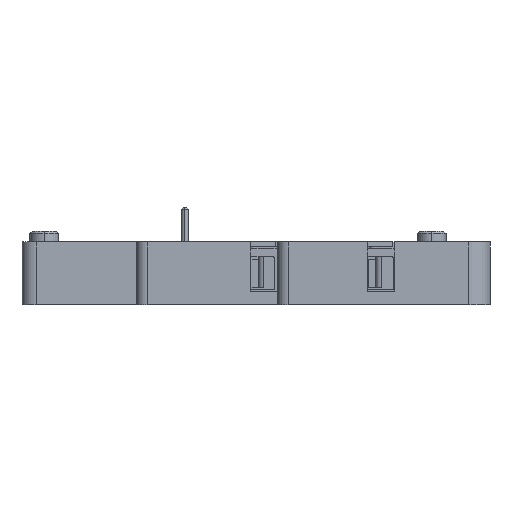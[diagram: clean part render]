
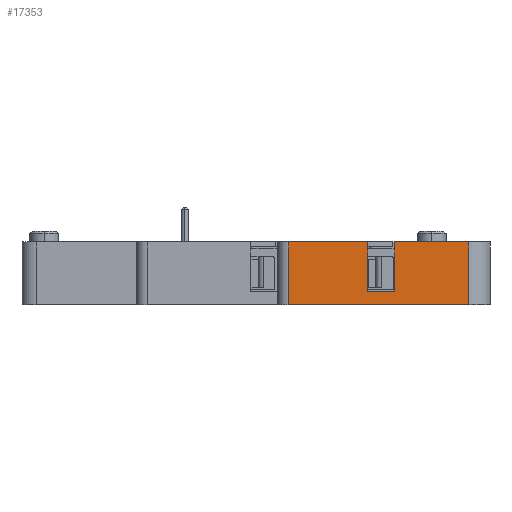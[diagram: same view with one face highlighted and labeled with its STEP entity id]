
A CAD part, left-side view. The second image highlights one B-rep face of the part: STEP entity #17353.
In plain terms, the highlighted planar face has unit normal (-1, 0, 0).
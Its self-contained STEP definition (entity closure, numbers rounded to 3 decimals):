
#952=DIRECTION('',(0.,1.,0.));
#953=VECTOR('',#952,10.3);
#954=CARTESIAN_POINT('',(-45.,3.,0.));
#955=LINE('',#954,#953);
#3266=DIRECTION('',(0.,1.,0.));
#3267=VECTOR('',#3266,11.1);
#3268=CARTESIAN_POINT('',(-45.,17.1,0.));
#3269=LINE('',#3268,#3267);
#3303=DIRECTION('',(0.,0.,1.));
#3304=VECTOR('',#3303,6.9);
#3305=CARTESIAN_POINT('',(-45.,13.3,-6.9));
#3306=LINE('',#3305,#3304);
#3310=DIRECTION('',(0.,0.,1.));
#3311=VECTOR('',#3310,6.9);
#3312=CARTESIAN_POINT('',(-45.,17.1,-6.9));
#3313=LINE('',#3312,#3311);
#3388=DIRECTION('',(0.,1.,0.));
#3389=VECTOR('',#3388,3.8);
#3390=CARTESIAN_POINT('',(-45.,13.3,-6.9));
#3391=LINE('',#3390,#3389);
#3425=DIRECTION('',(0.,0.,1.));
#3426=VECTOR('',#3425,8.8);
#3427=CARTESIAN_POINT('',(-45.,3.,-8.8));
#3428=LINE('',#3427,#3426);
#3621=DIRECTION('',(0.,-1.,0.));
#3622=VECTOR('',#3621,25.2);
#3623=CARTESIAN_POINT('',(-45.,28.2,-8.8));
#3624=LINE('',#3623,#3622);
#10865=DIRECTION('',(0.,0.,-1.));
#10866=VECTOR('',#10865,8.8);
#10867=CARTESIAN_POINT('',(-45.,28.2,0.));
#10868=LINE('',#10867,#10866);
#13303=CARTESIAN_POINT('',(-45.,3.,0.));
#13304=VERTEX_POINT('',#13303);
#13305=CARTESIAN_POINT('',(-45.,13.3,0.));
#13306=VERTEX_POINT('',#13305);
#13845=CARTESIAN_POINT('',(-45.,17.1,0.));
#13846=CARTESIAN_POINT('',(-45.,28.2,0.));
#13847=VERTEX_POINT('',#13845);
#13848=VERTEX_POINT('',#13846);
#13855=CARTESIAN_POINT('',(-45.,17.1,-6.9));
#13856=VERTEX_POINT('',#13855);
#13857=CARTESIAN_POINT('',(-45.,13.3,-6.9));
#13858=VERTEX_POINT('',#13857);
#13859=CARTESIAN_POINT('',(-45.,3.,-8.8));
#13860=VERTEX_POINT('',#13859);
#13861=CARTESIAN_POINT('',(-45.,28.2,-8.8));
#13862=VERTEX_POINT('',#13861);
#17332=CARTESIAN_POINT('',(-45.,65.5,0.));
#17333=DIRECTION('',(-1.,0.,0.));
#17334=DIRECTION('',(0.,1.,0.));
#17335=AXIS2_PLACEMENT_3D('',#17332,#17333,#17334);
#17336=PLANE('',#17335);
#17338=ORIENTED_EDGE('',*,*,#17337,.F.);
#17340=ORIENTED_EDGE('',*,*,#17339,.F.);
#17342=ORIENTED_EDGE('',*,*,#17341,.T.);
#17343=ORIENTED_EDGE('',*,*,#15739,.F.);
#17345=ORIENTED_EDGE('',*,*,#17344,.F.);
#17347=ORIENTED_EDGE('',*,*,#17346,.F.);
#17349=ORIENTED_EDGE('',*,*,#17348,.F.);
#17350=ORIENTED_EDGE('',*,*,#17314,.F.);
#17351=EDGE_LOOP('',(#17338,#17340,#17342,#17343,#17345,#17347,#17349,#17350));
#17352=FACE_OUTER_BOUND('',#17351,.F.);
#15739=EDGE_CURVE('',#13304,#13306,#955,.T.);
#17314=EDGE_CURVE('',#13847,#13848,#3269,.T.);
#17337=EDGE_CURVE('',#13856,#13847,#3313,.T.);
#17339=EDGE_CURVE('',#13858,#13856,#3391,.T.);
#17341=EDGE_CURVE('',#13858,#13306,#3306,.T.);
#17344=EDGE_CURVE('',#13860,#13304,#3428,.T.);
#17346=EDGE_CURVE('',#13862,#13860,#3624,.T.);
#17348=EDGE_CURVE('',#13848,#13862,#10868,.T.);
#17353=ADVANCED_FACE('',(#17352),#17336,.T.);
